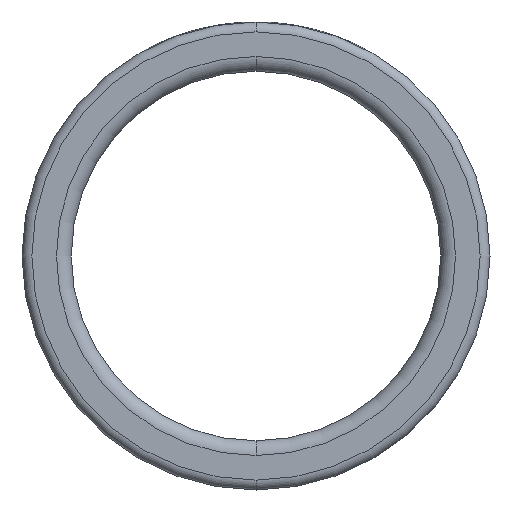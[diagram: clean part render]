
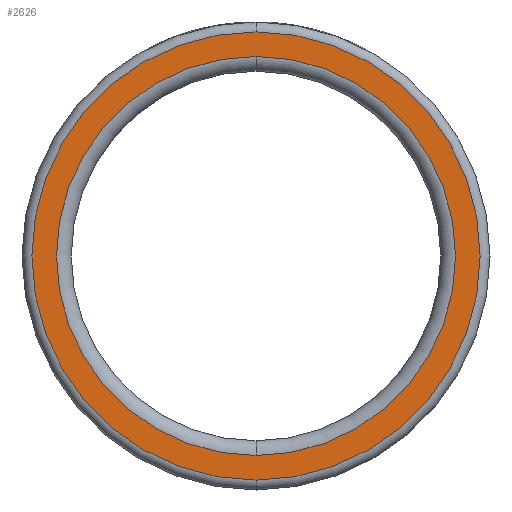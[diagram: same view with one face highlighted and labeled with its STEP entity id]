
A CAD part, front view. The second image highlights one B-rep face of the part: STEP entity #2626.
In plain terms, the highlighted planar face has unit normal (0, -1, 0).
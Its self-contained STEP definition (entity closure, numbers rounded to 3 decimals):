
#139 = EDGE_CURVE ( 'NONE', #428, #997, #1887, .T. ) ;
#257 = CIRCLE ( 'NONE', #2679, 40.5 ) ;
#285 = CARTESIAN_POINT ( 'NONE',  ( 0., -95., -45.5 ) ) ;
#398 = ORIENTED_EDGE ( 'NONE', *, *, #1111, .F. ) ;
#418 = DIRECTION ( 'NONE',  ( 0., 0., -1. ) ) ;
#428 = VERTEX_POINT ( 'NONE', #285 ) ;
#501 = ORIENTED_EDGE ( 'NONE', *, *, #139, .T. ) ;
#526 = ORIENTED_EDGE ( 'NONE', *, *, #1205, .F. ) ;
#628 = CIRCLE ( 'NONE', #2619, 40.5 ) ;
#777 = AXIS2_PLACEMENT_3D ( 'NONE', #985, #787, #2472 ) ;
#787 = DIRECTION ( 'NONE',  ( 0., -1., 0. ) ) ;
#828 = CARTESIAN_POINT ( 'NONE',  ( 0., -95., 0. ) ) ;
#847 = DIRECTION ( 'NONE',  ( 0., 0., -1. ) ) ;
#985 = CARTESIAN_POINT ( 'NONE',  ( 0., -95., 0. ) ) ;
#997 = VERTEX_POINT ( 'NONE', #2278 ) ;
#1030 = VERTEX_POINT ( 'NONE', #2088 ) ;
#1097 = ORIENTED_EDGE ( 'NONE', *, *, #2192, .T. ) ;
#1111 = EDGE_CURVE ( 'NONE', #1724, #1030, #257, .T. ) ;
#1189 = AXIS2_PLACEMENT_3D ( 'NONE', #2157, #1972, #1325 ) ;
#1205 = EDGE_CURVE ( 'NONE', #1030, #1724, #628, .T. ) ;
#1233 = PLANE ( 'NONE',  #1189 ) ;
#1325 = DIRECTION ( 'NONE',  ( 0., 0., -1. ) ) ;
#1389 = FACE_OUTER_BOUND ( 'NONE', #1861, .T. ) ;
#1434 = CARTESIAN_POINT ( 'NONE',  ( 0., -95., 40.5 ) ) ;
#1521 = AXIS2_PLACEMENT_3D ( 'NONE', #828, #2323, #2342 ) ;
#1724 = VERTEX_POINT ( 'NONE', #1434 ) ;
#1861 = EDGE_LOOP ( 'NONE', ( #501, #1097 ) ) ;
#1887 = CIRCLE ( 'NONE', #777, 45.5 ) ;
#1902 = CARTESIAN_POINT ( 'NONE',  ( 0., -95., 0. ) ) ;
#1972 = DIRECTION ( 'NONE',  ( 0., -1., 0. ) ) ;
#2088 = CARTESIAN_POINT ( 'NONE',  ( 0., -95., -40.5 ) ) ;
#2136 = CARTESIAN_POINT ( 'NONE',  ( 0., -95., 0. ) ) ;
#2142 = CIRCLE ( 'NONE', #1521, 45.5 ) ;
#2157 = CARTESIAN_POINT ( 'NONE',  ( 40.5, -95., 0. ) ) ;
#2192 = EDGE_CURVE ( 'NONE', #997, #428, #2142, .T. ) ;
#2278 = CARTESIAN_POINT ( 'NONE',  ( 0., -95., 45.5 ) ) ;
#2323 = DIRECTION ( 'NONE',  ( 0., -1., 0. ) ) ;
#2342 = DIRECTION ( 'NONE',  ( 0., 0., -1. ) ) ;
#2430 = EDGE_LOOP ( 'NONE', ( #526, #398 ) ) ;
#2465 = FACE_BOUND ( 'NONE', #2430, .T. ) ;
#2472 = DIRECTION ( 'NONE',  ( 0., 0., -1. ) ) ;
#2586 = DIRECTION ( 'NONE',  ( 0., -1., 0. ) ) ;
#2619 = AXIS2_PLACEMENT_3D ( 'NONE', #1902, #2766, #847 ) ;
#2626 = ADVANCED_FACE ( 'NONE', ( #1389, #2465 ), #1233, .T. ) ;
#2679 = AXIS2_PLACEMENT_3D ( 'NONE', #2136, #2586, #418 ) ;
#2766 = DIRECTION ( 'NONE',  ( 0., -1., 0. ) ) ;
